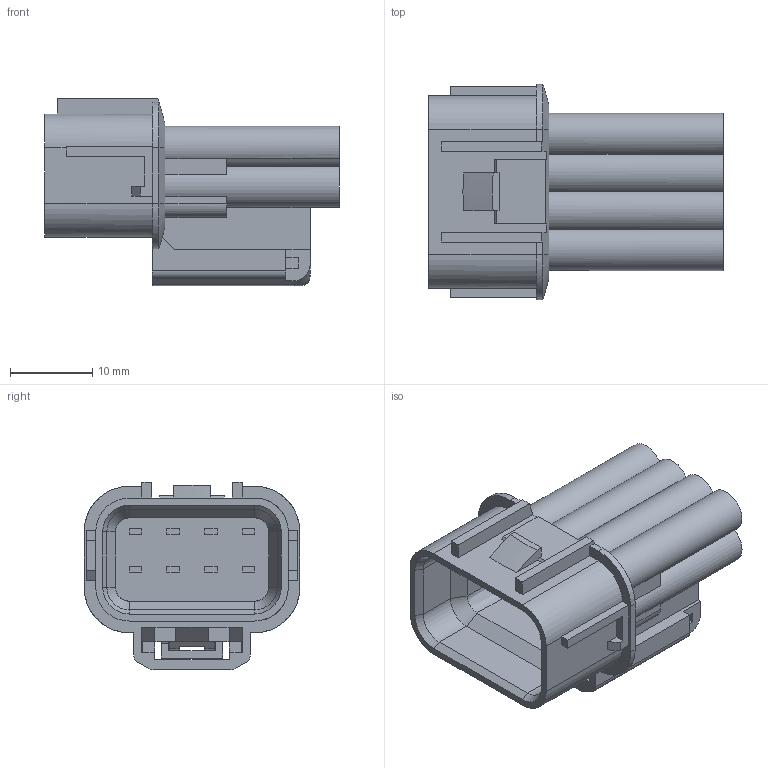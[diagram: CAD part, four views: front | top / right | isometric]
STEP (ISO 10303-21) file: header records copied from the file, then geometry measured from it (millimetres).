
FILE_DESCRIPTION(('CATIA V5 STEP','CAx-IF Rec.Pracs.--- Model Styling and Organization---1.5--- 2016-08-15','CAx-IF Rec.Pracs.---Supplemental Geometry---1.0---2011-11-01','CAx-IF Rec.Pracs.--- Composite Materials ---1.1---2010-07-15'),'2;1');
FILE_NAME('6181-6850.stp','2025-05-19T05:59:46+00:00',('none'),('none'),'CATIA Version 5-6 Release 2022 SP2 HF23','CATIA V5 STEP AP214 v2','none');
FILE_SCHEMA(('AUTOMOTIVE_DESIGN { 1 0 10303 214 1 1 1 1 }'));
Length unit declared in the file: millimetre
Products named in the file (1): 6181-6850
Bounding box: 35.8 x 26.2 x 22.75 mm (x, y, z)
Volume: 6913 mm3; surface area: 5709.6 mm2
Topology: 1 solids, 1 shells, 275 faces, 774 edges, 512 vertices
Faces by surface type: plane 206, cylinder 50, cone 8, bspline 6, extrusion 5
Entity records: 9092 total; most frequent: CARTESIAN_POINT 2489, ORIENTED_EDGE 1548, DIRECTION 1044, EDGE_CURVE 774, VECTOR 613, LINE 608, VERTEX_POINT 512, EDGE_LOOP 294
